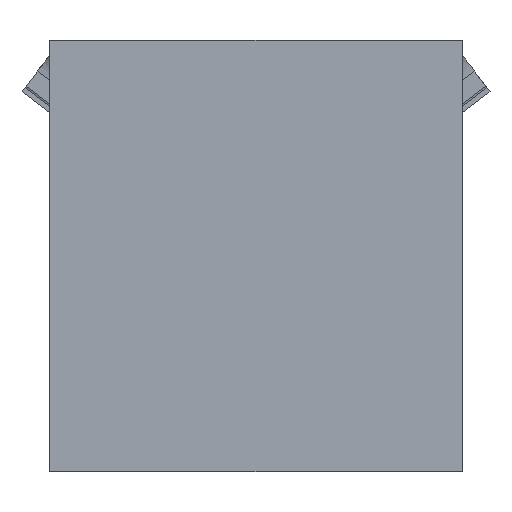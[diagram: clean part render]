
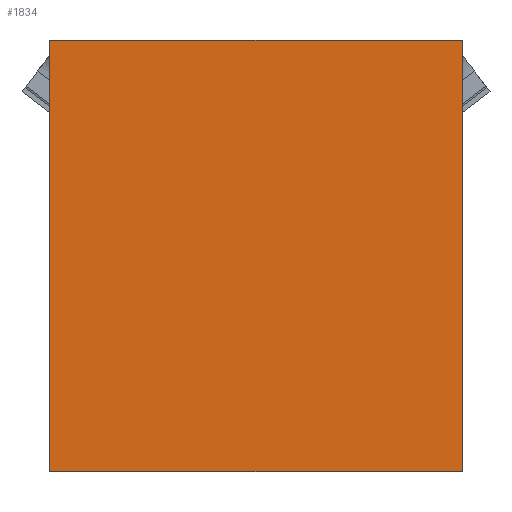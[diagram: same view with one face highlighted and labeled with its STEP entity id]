
A CAD part, front view. The second image highlights one B-rep face of the part: STEP entity #1834.
In plain terms, the highlighted planar face has unit normal (0, -1, 0).
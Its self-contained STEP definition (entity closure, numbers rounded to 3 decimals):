
#1834=ADVANCED_FACE('',(#3049),#3051,.T.);
#3049=FACE_BOUND('',#3050,.T.);
#3050=EDGE_LOOP('',(#4126,#4127,#4128,#4129));
#3051=PLANE('',#3052);
#3052=AXIS2_PLACEMENT_3D('',#3053,#3054,#3055);
#3053=CARTESIAN_POINT('',(-35.874,-49.206,-140.));
#3054=DIRECTION('',(0.,-1.,0.));
#3055=DIRECTION('',(1.,0.,0.));
#4126=ORIENTED_EDGE('',*,*,#4672,.T.);
#4127=ORIENTED_EDGE('',*,*,#4612,.T.);
#4128=ORIENTED_EDGE('',*,*,#4674,.T.);
#4129=ORIENTED_EDGE('',*,*,#4641,.F.);
#4612=EDGE_CURVE('',#5118,#5123,#5125,.T.);
#4641=EDGE_CURVE('',#5170,#5172,#5173,.T.);
#4672=EDGE_CURVE('',#5170,#5118,#5221,.T.);
#4674=EDGE_CURVE('',#5123,#5172,#5223,.T.);
#5118=VERTEX_POINT('',#6300);
#5123=VERTEX_POINT('',#6309);
#5125=LINE('',#6313,#6314);
#5170=VERTEX_POINT('',#6422);
#5172=VERTEX_POINT('',#6426);
#5173=LINE('',#6427,#6428);
#5221=LINE('',#6545,#6546);
#5223=LINE('',#6551,#6552);
#6300=CARTESIAN_POINT('',(35.874,-49.206,-55.));
#6309=CARTESIAN_POINT('',(35.874,-49.206,20.));
#6313=CARTESIAN_POINT('',(35.874,-49.206,-55.));
#6314=VECTOR('',#6315,1.);
#6315=DIRECTION('',(0.,0.,1.));
#6422=CARTESIAN_POINT('',(-35.874,-49.206,-55.));
#6426=CARTESIAN_POINT('',(-35.874,-49.206,20.));
#6427=CARTESIAN_POINT('',(-35.874,-49.206,-55.));
#6428=VECTOR('',#6429,1.);
#6429=DIRECTION('',(0.,0.,1.));
#6545=CARTESIAN_POINT('',(-35.874,-49.206,-55.));
#6546=VECTOR('',#6547,1.);
#6547=DIRECTION('',(1.,0.,0.));
#6551=CARTESIAN_POINT('',(35.874,-49.206,20.));
#6552=VECTOR('',#6553,1.);
#6553=DIRECTION('',(-1.,0.,0.));
